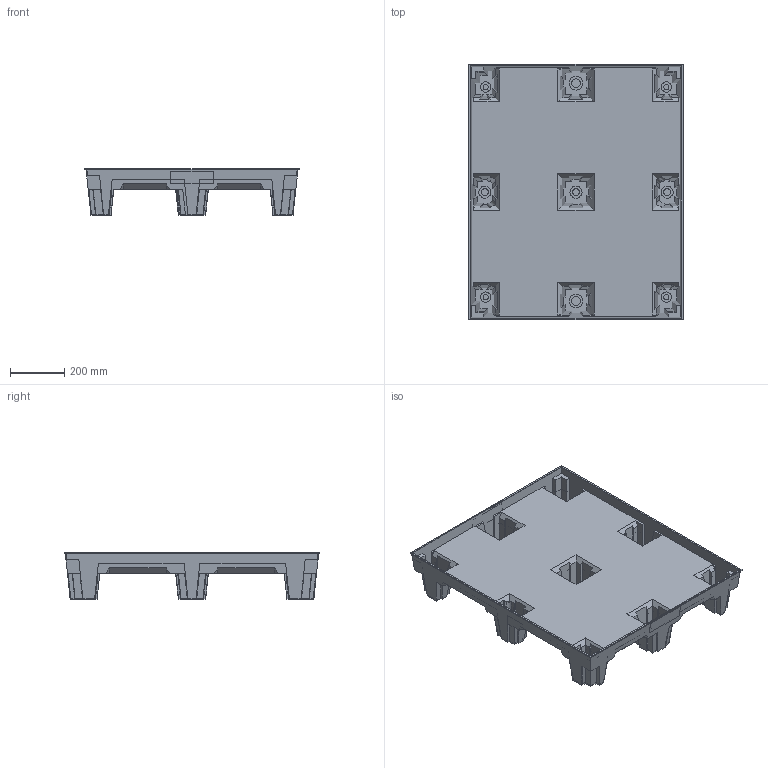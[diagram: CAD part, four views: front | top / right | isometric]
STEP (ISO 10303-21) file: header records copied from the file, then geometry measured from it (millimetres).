
FILE_DESCRIPTION((''),'2;1');
FILE_NAME('85523WSM','2025-06-20T12:03:07',('SYSTEM'),(''),'CREO PARAMETRIC BY PTC INC, 2023294','CREO PARAMETRIC BY PTC INC, 2023294','');
FILE_SCHEMA(('CONFIG_CONTROL_DESIGN'));
Length unit declared in the file: metre
Products named in the file (1): 85523WSM
Bounding box: 787.15 x 939.55 x 171.45 mm (x, y, z)
Volume: 24674081.9 mm3; surface area: 2527314.8 mm2
Topology: 1 solids, 1 shells, 470 faces, 1324 edges, 880 vertices
Faces by surface type: plane 422, cylinder 48
Entity records: 15065 total; most frequent: CARTESIAN_POINT 2858, ORIENTED_EDGE 2648, DIRECTION 2300, EDGE_CURVE 1324, VECTOR 1214, LINE 1214, VERTEX_POINT 880, AXIS2_PLACEMENT_3D 543
